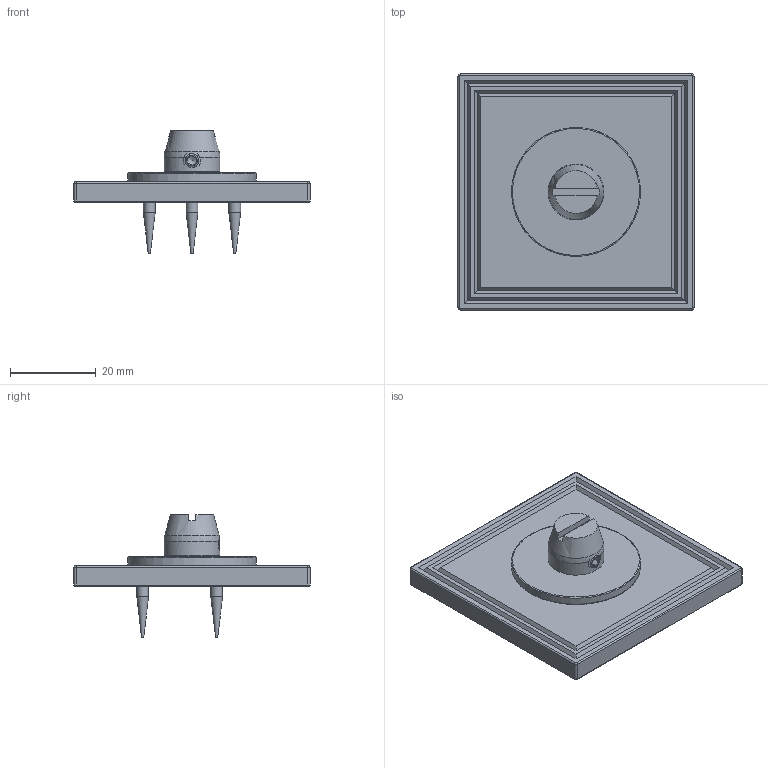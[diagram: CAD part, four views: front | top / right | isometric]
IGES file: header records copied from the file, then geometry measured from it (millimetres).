
Global section: file name: P8073-CR; native system: Autodesk Inventor 2018; preprocessor: unknown; author: adaniels; date: 20190708.090051; units: millimetre
Bounding box: 55 x 55 x 28.64 mm (x, y, z)
Volume: 15861 mm3; surface area: 11600.3 mm2
Topology: 9 solids, 9 shells, 153 faces, 379 edges, 249 vertices
Faces by surface type: bspline 153
